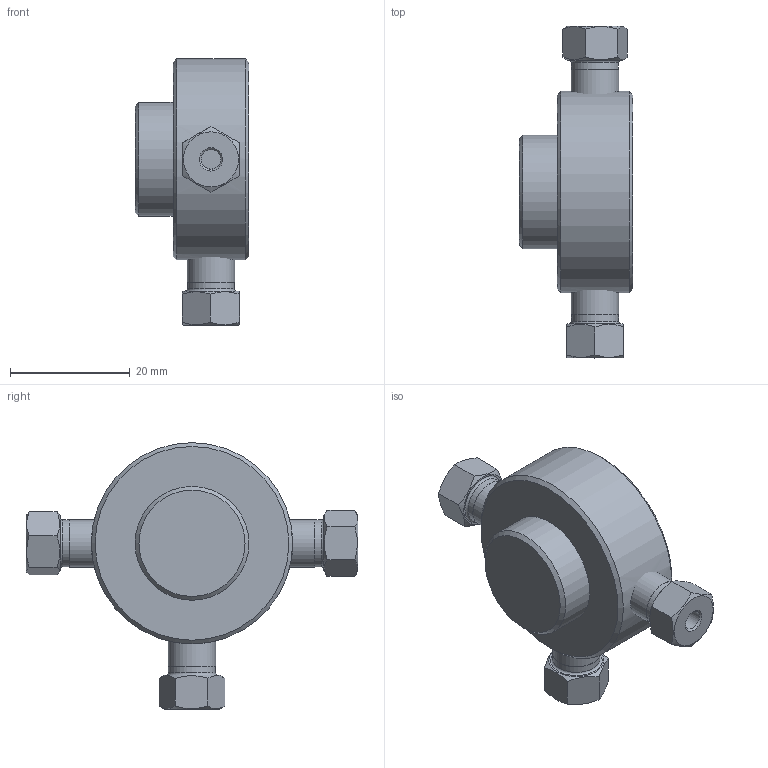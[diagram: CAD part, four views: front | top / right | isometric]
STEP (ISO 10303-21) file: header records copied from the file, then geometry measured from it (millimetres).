
FILE_DESCRIPTION((''),'2;1');
FILE_NAME('305133-ZT2PK Polymeric tee.stp','2013-08-20T14:40:48',('Franzp'),(''),'Autodesk Inventor 2013','Autodesk Inventor 2013','');
FILE_SCHEMA(('AUTOMOTIVE_DESIGN { 1 0 10303 214 1 1 1 1 }'));
Length unit declared in the file: millimetre
Products named in the file (1): 305133_Shrinkwrap_1
Bounding box: 19.05 x 55.49 x 44.58 mm (x, y, z)
Surface area: 5283.6 mm2 (no closed solid volume)
Topology: 0 solids, 10 shells, 56 faces, 130 edges, 85 vertices
Faces by surface type: plane 30, cone 12, cylinder 11, torus 3
Full cylindrical faces by diameter (mm): 3.3 x3, 7.874 x3, 7.938 x3, 19.02 x1, 33.655 x1
Entity records: 1603 total; most frequent: CARTESIAN_POINT 416, DIRECTION 212, ORIENTED_EDGE 179, EDGE_CURVE 100, AXIS2_PLACEMENT_3D 97, EDGE_LOOP 92, VERTEX_POINT 82, FACE_OUTER_BOUND 56
